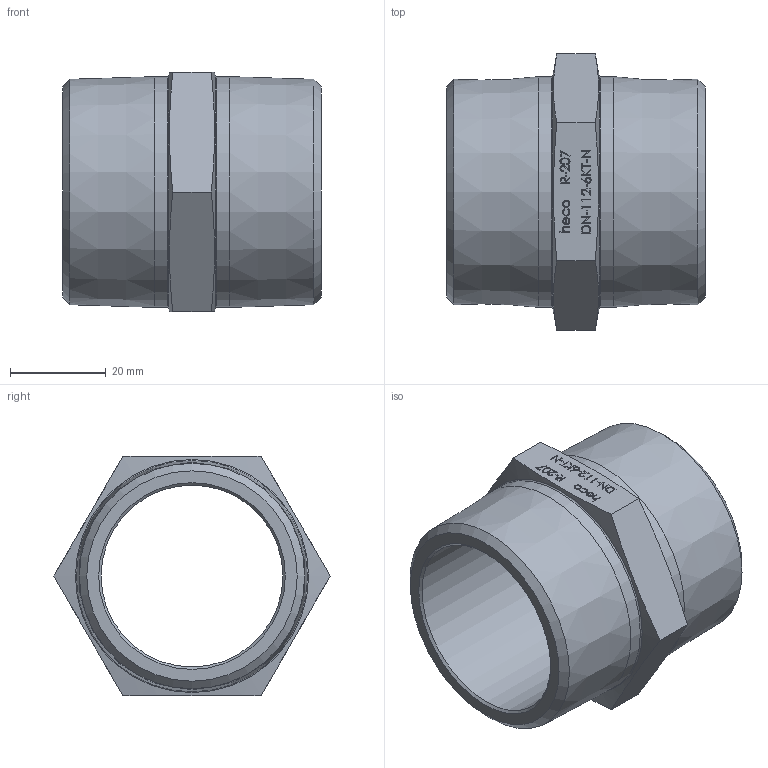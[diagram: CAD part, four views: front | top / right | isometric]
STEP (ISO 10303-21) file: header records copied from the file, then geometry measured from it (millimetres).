
FILE_DESCRIPTION (( 'STEP AP214' ), '1' );
FILE_NAME ('DN-112-6KT-N R-207 2010.STEP', '2020-11-02T11:52:35', ( '' ), ( '' ), 'SwSTEP 2.0', 'SolidWorks 2019', '' );
FILE_SCHEMA (( 'AUTOMOTIVE_DESIGN' ));
Length unit declared in the file: millimetre
Products named in the file (1): DN-112-6KT-N R-207 2010
Bounding box: 54 x 57.73 x 50.01 mm (x, y, z)
Volume: 38366.9 mm3; surface area: 16174.7 mm2
Topology: 1 solids, 1 shells, 243 faces, 636 edges, 422 vertices
Faces by surface type: plane 153, bspline 77, cone 8, cylinder 3, torus 2
Full cylindrical faces by diameter (mm): 38 x1, 48.2 x2
Entity records: 14049 total; most frequent: CARTESIAN_POINT 6278, ORIENTED_EDGE 1234, DIRECTION 799, EDGE_CURVE 617, LINE 437, VECTOR 437, VERTEX_POINT 416, EDGE_LOOP 285
